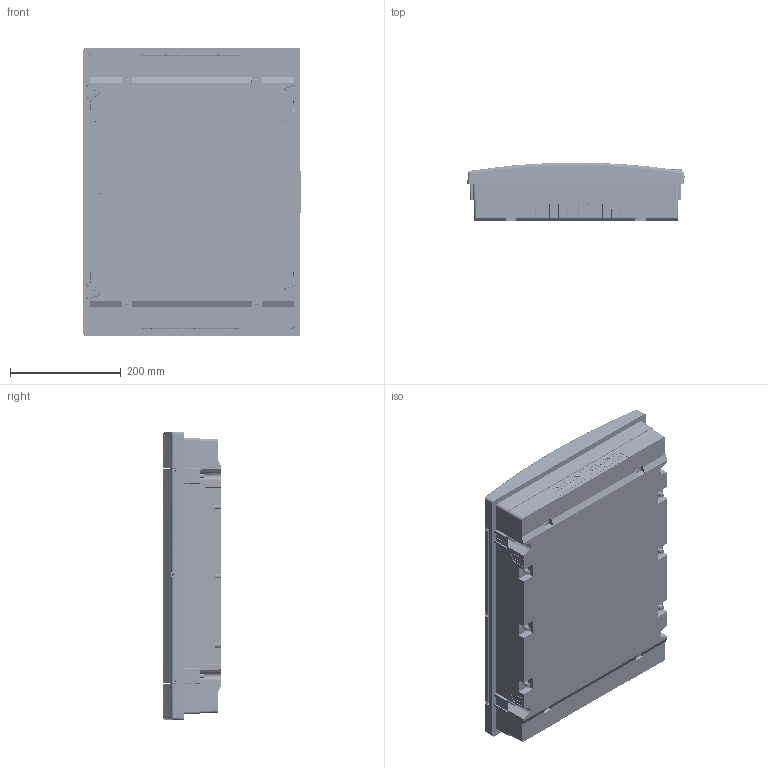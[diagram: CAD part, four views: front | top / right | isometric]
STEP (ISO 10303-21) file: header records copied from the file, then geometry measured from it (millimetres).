
FILE_DESCRIPTION((''),'2;1');
FILE_NAME('ASM0001_ASM','2024-08-12T14:24:03',('klemen.sitar'),('Audax d.o.o.'),'CREO PARAMETRIC BY PTC INC, 2021304','CREO PARAMETRIC BY PTC INC, 2021304','');
FILE_SCHEMA(('AP242_MANAGED_MODEL_BASED_3D_ENGINEERING_MIM_LF { 1 0 10303 442 1 1 4 }'));
Products named in the file (24): FRONT_ECM_3X18_1_2; GNIAZDKO_PART_A; AS-C_4X10; AW-R_4; AN-H_4; GNIAZDKO_PART_B; AS-C_4X16; GNIAZDKO_ASM; SCREW_M4X8_1; SCREW_M4X16_1_2; ETI_LOGO_1_2_3_4_5_1; ETI_LOGO_1_2_3_4_5_2; ETI_LOGO_1_2_3_4_5_3; ETI_LOGO_1_2_3_4_5_ASM; PM-PER_2X18_RJ; TH_18_RAIL_1; ECM_3X18_PO_MEDIA_MOD_ASM; 001101319_3DFILE_ASM; KUCISTE_U3X18C_1; VRATA__U3X18C__1; U3X18C_1_ASM_1_ASM; U3X18C_ASM_1_ASM; ECM_3X18_PO_ASM; ASM0001_ASM
Assembly tree (34 placements, depth 5):
  ASM0001_ASM
    001101319_3DFILE_ASM
      ECM_3X18_PO_MEDIA_MOD_ASM
        FRONT_ECM_3X18_1_2
        GNIAZDKO_ASM
          GNIAZDKO_PART_A
          AS-C_4X10  x2
          AW-R_4  x2
          AN-H_4  x2
          GNIAZDKO_PART_B
          AS-C_4X16
        SCREW_M4X8_1  x6
        SCREW_M4X16_1_2  x4
        ETI_LOGO_1_2_3_4_5_ASM
          ETI_LOGO_1_2_3_4_5_1
          ETI_LOGO_1_2_3_4_5_2
          ETI_LOGO_1_2_3_4_5_3
        PM-PER_2X18_RJ
        TH_18_RAIL_1
    ECM_3X18_PO_ASM
      U3X18C_ASM_1_ASM
        U3X18C_1_ASM_1_ASM
          KUCISTE_U3X18C_1
          VRATA__U3X18C__1
Bounding box: 392.64 x 105.8 x 521.96 mm (x, y, z)
Volume: 1623551.8 mm3; surface area: 1686345.5 mm2
Topology: 27 solids, 27 shells, 4963 faces, 14381 edges, 9524 vertices
Faces by surface type: plane 2523, cylinder 2053, cone 231, torus 110, bspline 30, sphere 14, extrusion 2
Entity records: 236045 total; most frequent: CARTESIAN_POINT 31198, ORIENTED_EDGE 27090, DIRECTION 27082, PRESENTATION_STYLE_ASSIGNMENT 18171, STYLED_ITEM 18171, CURVE_STYLE 13547, EDGE_CURVE 13545, AXIS2_PLACEMENT_3D 9392
